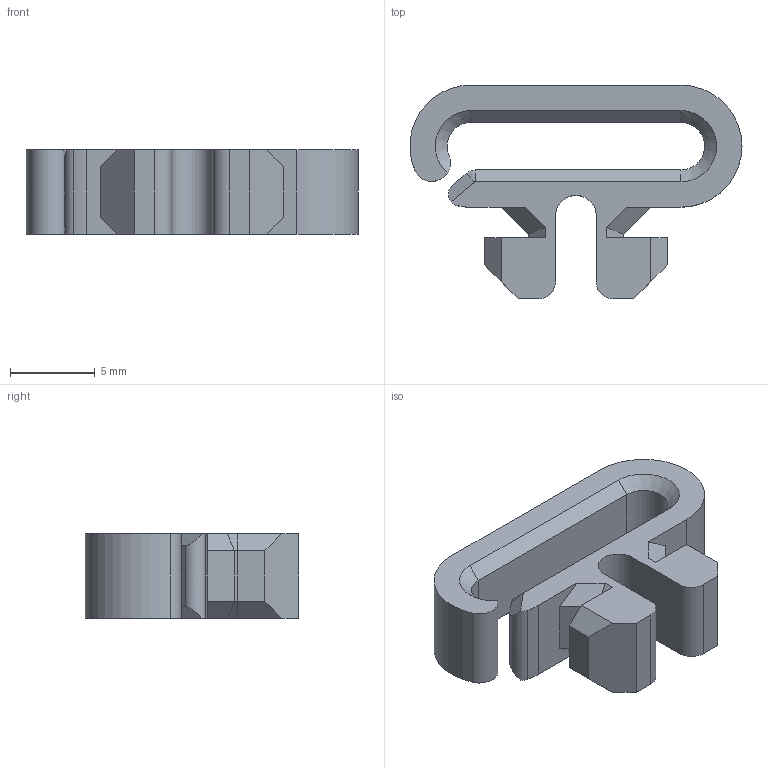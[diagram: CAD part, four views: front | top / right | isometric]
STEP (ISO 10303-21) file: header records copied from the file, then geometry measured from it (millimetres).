
FILE_DESCRIPTION(/* description */ (''),/* implementation_level */ '2;1');
FILE_NAME(/* name */ 'cable_clip_lcd.step',/* time_stamp */ '2017-11-26T17:18:21+01:00',/* author */ ('gregsaun'),/* organization */ (''),/* preprocessor_version */ 'ST-DEVELOPER v16.13',/* originating_system */ 'Autodesk Translation Framework v6.5.0.72',/* authorisation */ '');
FILE_SCHEMA (('AUTOMOTIVE_DESIGN { 1 0 10303 214 3 1 1 }'));
Length unit declared in the file: millimetre
Products named in the file (1): cable_clip_lcd
Bounding box: 19.59 x 12.6 x 5 mm (x, y, z)
Volume: 572.3 mm3; surface area: 750.9 mm2
Topology: 1 solids, 1 shells, 57 faces, 151 edges, 96 vertices
Faces by surface type: plane 40, cylinder 11, cone 6
Entity records: 1793 total; most frequent: CARTESIAN_POINT 319, ORIENTED_EDGE 302, DIRECTION 295, EDGE_CURVE 151, LINE 119, VECTOR 119, VERTEX_POINT 96, AXIS2_PLACEMENT_3D 88
